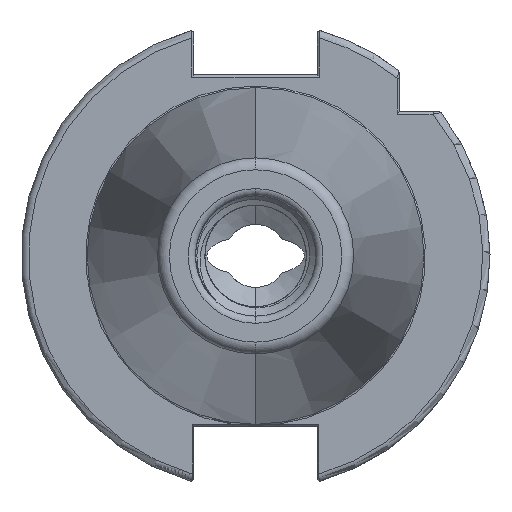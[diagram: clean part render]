
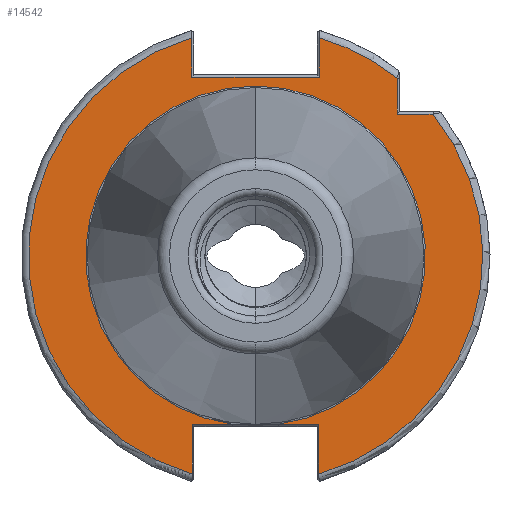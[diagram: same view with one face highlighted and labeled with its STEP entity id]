
A CAD part, left-side view. The second image highlights one B-rep face of the part: STEP entity #14542.
In plain terms, the highlighted planar face has unit normal (-1, 0, 0).
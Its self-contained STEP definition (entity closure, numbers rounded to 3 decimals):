
#1050 = AXIS2_PLACEMENT_3D ( 'NONE', #16513, #16463, #16465 ) ;
#1395 = EDGE_LOOP ( 'NONE', ( #18275, #10801, #18276, #18057, #18063, #18068, #18084, #10846, #18062, #18061, #18071, #10843, #10796, #18058 ) ) ;
#3251 = DIRECTION ( 'NONE',  ( 0., 0., -1. ) ) ;
#3253 = CARTESIAN_POINT ( 'NONE',  ( 0., 0., 0. ) ) ;
#3268 = DIRECTION ( 'NONE',  ( 1., 0., 0. ) ) ;
#3324 = CARTESIAN_POINT ( 'NONE',  ( 0., 4.796, -35. ) ) ;
#4144 = CIRCLE ( 'NONE', #6350, 47.25 ) ;
#4255 = CIRCLE ( 'NONE', #6565, 35.327 ) ;
#4462 = CIRCLE ( 'NONE', #6624, 47.25 ) ;
#4464 = VECTOR ( 'NONE', #10386, 1000. ) ;
#4467 = LINE ( 'NONE', #9808, #4504 ) ;
#4477 = LINE ( 'NONE', #9453, #4502 ) ;
#4484 = CIRCLE ( 'NONE', #6705, 35.327 ) ;
#4485 = VECTOR ( 'NONE', #9554, 1000. ) ;
#4489 = LINE ( 'NONE', #9683, #4503 ) ;
#4490 = LINE ( 'NONE', #9539, #4485 ) ;
#4493 = LINE ( 'NONE', #9500, #4501 ) ;
#4496 = VECTOR ( 'NONE', #9980, 1000. ) ;
#4501 = VECTOR ( 'NONE', #9506, 1000. ) ;
#4502 = VECTOR ( 'NONE', #9427, 1000. ) ;
#4503 = VECTOR ( 'NONE', #9685, 1000. ) ;
#4504 = VECTOR ( 'NONE', #9741, 1000. ) ;
#4506 = LINE ( 'NONE', #9509, #4522 ) ;
#4510 = LINE ( 'NONE', #10031, #4523 ) ;
#4514 = LINE ( 'NONE', #9968, #4496 ) ;
#4517 = LINE ( 'NONE', #10441, #4464 ) ;
#4520 = CIRCLE ( 'NONE', #6595, 47.25 ) ;
#4522 = VECTOR ( 'NONE', #9526, 1000. ) ;
#4523 = VECTOR ( 'NONE', #10054, 1000. ) ;
#4747 = FACE_OUTER_BOUND ( 'NONE', #1395, .T. ) ;
#5179 = CARTESIAN_POINT ( 'NONE',  ( 0., 0., 0. ) ) ;
#5181 = DIRECTION ( 'NONE',  ( 0., 0., -1. ) ) ;
#5199 = DIRECTION ( 'NONE',  ( -1., 0., 0. ) ) ;
#6350 = AXIS2_PLACEMENT_3D ( 'NONE', #5179, #5199, #5181 ) ;
#6565 = AXIS2_PLACEMENT_3D ( 'NONE', #3253, #3268, #3251 ) ;
#6595 = AXIS2_PLACEMENT_3D ( 'NONE', #10397, #10405, #10433 ) ;
#6624 = AXIS2_PLACEMENT_3D ( 'NONE', #13857, #13846, #13852 ) ;
#6705 = AXIS2_PLACEMENT_3D ( 'NONE', #9290, #9278, #9351 ) ;
#7250 = CARTESIAN_POINT ( 'NONE',  ( 0., -13.251, 45.354 ) ) ;
#7264 = CARTESIAN_POINT ( 'NONE',  ( 0., 13.131, -35. ) ) ;
#8718 = CARTESIAN_POINT ( 'NONE',  ( 0., -13.131, -35. ) ) ;
#9278 = DIRECTION ( 'NONE',  ( 1., 0., 0. ) ) ;
#9290 = CARTESIAN_POINT ( 'NONE',  ( 0., 0., 0. ) ) ;
#9351 = DIRECTION ( 'NONE',  ( 0., 0., -1. ) ) ;
#9427 = DIRECTION ( 'NONE',  ( 0., -1., 0. ) ) ;
#9453 = CARTESIAN_POINT ( 'NONE',  ( 0., 35.392, -35. ) ) ;
#9500 = CARTESIAN_POINT ( 'NONE',  ( 0., -29.5, 0. ) ) ;
#9506 = DIRECTION ( 'NONE',  ( 0., 0., 1. ) ) ;
#9509 = CARTESIAN_POINT ( 'NONE',  ( 0., 13.251, 45.469 ) ) ;
#9526 = DIRECTION ( 'NONE',  ( 0., 0., 1. ) ) ;
#9539 = CARTESIAN_POINT ( 'NONE',  ( 0., 35.392, 29.5 ) ) ;
#9554 = DIRECTION ( 'NONE',  ( 0., 1., 0. ) ) ;
#9683 = CARTESIAN_POINT ( 'NONE',  ( 0., 12.85, 37.2 ) ) ;
#9685 = DIRECTION ( 'NONE',  ( 0., 1., 0. ) ) ;
#9741 = DIRECTION ( 'NONE',  ( 0., 0., -1. ) ) ;
#9808 = CARTESIAN_POINT ( 'NONE',  ( 0., -13.251, 37.7 ) ) ;
#9968 = CARTESIAN_POINT ( 'NONE',  ( 0., -13.131, 0. ) ) ;
#9980 = DIRECTION ( 'NONE',  ( 0., 0., -1. ) ) ;
#10031 = CARTESIAN_POINT ( 'NONE',  ( 0., 35.392, -35. ) ) ;
#10054 = DIRECTION ( 'NONE',  ( 0., -1., 0. ) ) ;
#10386 = DIRECTION ( 'NONE',  ( 0., 0., 1. ) ) ;
#10397 = CARTESIAN_POINT ( 'NONE',  ( 0., 0., 0. ) ) ;
#10405 = DIRECTION ( 'NONE',  ( -1., 0., 0. ) ) ;
#10433 = DIRECTION ( 'NONE',  ( 0., 0., -1. ) ) ;
#10441 = CARTESIAN_POINT ( 'NONE',  ( 0., 13.131, 0. ) ) ;
#10796 = ORIENTED_EDGE ( 'NONE', *, *, #13139, .T. ) ;
#10801 = ORIENTED_EDGE ( 'NONE', *, *, #13144, .T. ) ;
#10843 = ORIENTED_EDGE ( 'NONE', *, *, #11415, .T. ) ;
#10846 = ORIENTED_EDGE ( 'NONE', *, *, #13132, .T. ) ;
#11289 = EDGE_CURVE ( 'NONE', #16668, #16534, #4144, .T. ) ;
#11359 = VERTEX_POINT ( 'NONE', #8718 ) ;
#11415 = EDGE_CURVE ( 'NONE', #16789, #16754, #4255, .T. ) ;
#11430 = VERTEX_POINT ( 'NONE', #3324 ) ;
#11526 = VERTEX_POINT ( 'NONE', #7250 ) ;
#11533 = VERTEX_POINT ( 'NONE', #7264 ) ;
#11670 = VERTEX_POINT ( 'NONE', #13796 ) ;
#11680 = VERTEX_POINT ( 'NONE', #13811 ) ;
#11685 = VERTEX_POINT ( 'NONE', #13762 ) ;
#11686 = VERTEX_POINT ( 'NONE', #13771 ) ;
#11713 = VERTEX_POINT ( 'NONE', #13833 ) ;
#11715 = VERTEX_POINT ( 'NONE', #13838 ) ;
#13121 = EDGE_CURVE ( 'NONE', #11713, #11526, #4462, .T. ) ;
#13132 = EDGE_CURVE ( 'NONE', #11686, #11715, #4520, .T. ) ;
#13133 = EDGE_CURVE ( 'NONE', #11715, #11533, #4517, .T. ) ;
#13136 = EDGE_CURVE ( 'NONE', #11430, #16789, #4484, .T. ) ;
#13139 = EDGE_CURVE ( 'NONE', #16754, #11359, #4477, .T. ) ;
#13144 = EDGE_CURVE ( 'NONE', #16534, #11680, #4490, .T. ) ;
#13152 = EDGE_CURVE ( 'NONE', #11670, #11686, #4506, .T. ) ;
#13155 = EDGE_CURVE ( 'NONE', #11680, #11713, #4493, .T. ) ;
#13159 = EDGE_CURVE ( 'NONE', #11685, #11670, #4489, .T. ) ;
#13165 = EDGE_CURVE ( 'NONE', #11526, #11685, #4467, .T. ) ;
#13171 = EDGE_CURVE ( 'NONE', #11533, #11430, #4510, .T. ) ;
#13180 = EDGE_CURVE ( 'NONE', #11359, #16668, #4514, .T. ) ;
#13762 = CARTESIAN_POINT ( 'NONE',  ( 0., -13.251, 37.2 ) ) ;
#13771 = CARTESIAN_POINT ( 'NONE',  ( 0., 13.251, 45.354 ) ) ;
#13796 = CARTESIAN_POINT ( 'NONE',  ( 0., 13.251, 37.2 ) ) ;
#13811 = CARTESIAN_POINT ( 'NONE',  ( 0., -29.5, 29.5 ) ) ;
#13833 = CARTESIAN_POINT ( 'NONE',  ( 0., -29.5, 36.91 ) ) ;
#13838 = CARTESIAN_POINT ( 'NONE',  ( 0., 13.131, -45.389 ) ) ;
#13846 = DIRECTION ( 'NONE',  ( -1., 0., 0. ) ) ;
#13852 = DIRECTION ( 'NONE',  ( 0., 0., -1. ) ) ;
#13857 = CARTESIAN_POINT ( 'NONE',  ( 0., 0., 0. ) ) ;
#14542 = ADVANCED_FACE ( 'NONE', ( #4747 ), #16532, .F. ) ;
#16014 = CARTESIAN_POINT ( 'NONE',  ( 0., -4.796, -35. ) ) ;
#16463 = DIRECTION ( 'NONE',  ( 1., 0., 0. ) ) ;
#16465 = DIRECTION ( 'NONE',  ( 0., 0., -1. ) ) ;
#16513 = CARTESIAN_POINT ( 'NONE',  ( 0., 35.392, 0. ) ) ;
#16532 = PLANE ( 'NONE',  #1050 ) ;
#16534 = VERTEX_POINT ( 'NONE', #16915 ) ;
#16668 = VERTEX_POINT ( 'NONE', #16928 ) ;
#16754 = VERTEX_POINT ( 'NONE', #16014 ) ;
#16789 = VERTEX_POINT ( 'NONE', #18038 ) ;
#16915 = CARTESIAN_POINT ( 'NONE',  ( 0., -36.91, 29.5 ) ) ;
#16928 = CARTESIAN_POINT ( 'NONE',  ( 0., -13.131, -45.389 ) ) ;
#18038 = CARTESIAN_POINT ( 'NONE',  ( 0., 0., 35.327 ) ) ;
#18057 = ORIENTED_EDGE ( 'NONE', *, *, #13121, .T. ) ;
#18058 = ORIENTED_EDGE ( 'NONE', *, *, #13180, .T. ) ;
#18061 = ORIENTED_EDGE ( 'NONE', *, *, #13171, .T. ) ;
#18062 = ORIENTED_EDGE ( 'NONE', *, *, #13133, .T. ) ;
#18063 = ORIENTED_EDGE ( 'NONE', *, *, #13165, .T. ) ;
#18068 = ORIENTED_EDGE ( 'NONE', *, *, #13159, .T. ) ;
#18071 = ORIENTED_EDGE ( 'NONE', *, *, #13136, .T. ) ;
#18084 = ORIENTED_EDGE ( 'NONE', *, *, #13152, .T. ) ;
#18275 = ORIENTED_EDGE ( 'NONE', *, *, #11289, .T. ) ;
#18276 = ORIENTED_EDGE ( 'NONE', *, *, #13155, .T. ) ;
